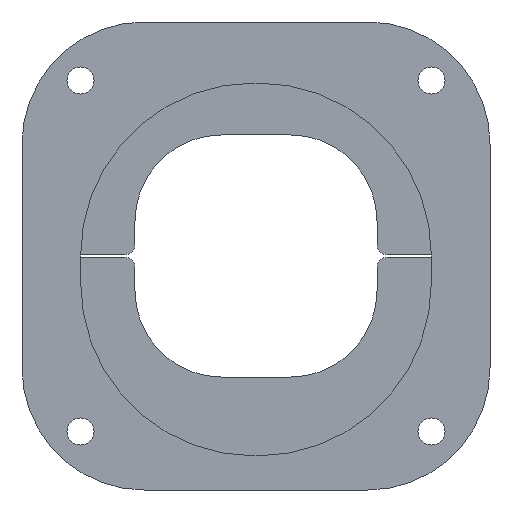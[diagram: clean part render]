
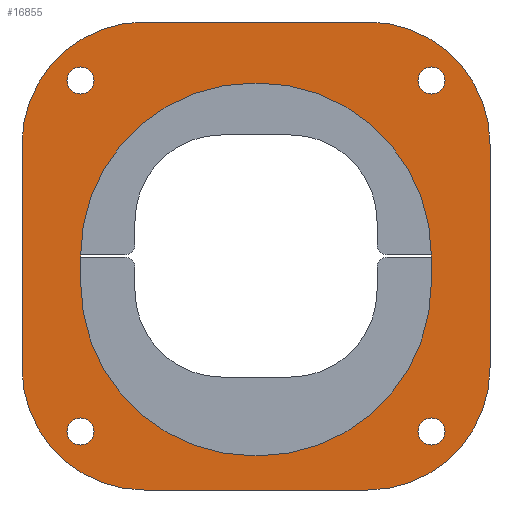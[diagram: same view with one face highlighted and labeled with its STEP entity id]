
A CAD part, front view. The second image highlights one B-rep face of the part: STEP entity #16855.
In plain terms, the highlighted planar face has unit normal (0, -1, 0).
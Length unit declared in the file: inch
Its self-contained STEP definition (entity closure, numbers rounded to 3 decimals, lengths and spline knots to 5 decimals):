
#60=CIRCLE('',#17600,0.166);
#61=CIRCLE('',#17602,0.166);
#62=CIRCLE('',#17604,0.166);
#63=CIRCLE('',#17606,0.166);
#64=CIRCLE('',#17608,2.125);
#65=CIRCLE('',#17611,2.125);
#66=CIRCLE('',#17614,2.125);
#67=CIRCLE('',#17617,2.125);
#68=CIRCLE('',#17620,1.5);
#69=CIRCLE('',#17623,1.5);
#70=CIRCLE('',#17626,1.5);
#71=CIRCLE('',#17629,1.5);
#157=FACE_BOUND('',#2952,.T.);
#158=FACE_BOUND('',#2953,.T.);
#159=FACE_BOUND('',#2954,.T.);
#160=FACE_BOUND('',#2955,.T.);
#161=FACE_BOUND('',#2956,.T.);
#2006=FACE_OUTER_BOUND('',#2951,.T.);
#2951=EDGE_LOOP('',(#12277,#12278,#12279,#12280,#12281,#12282,#12283,#12284));
#2952=EDGE_LOOP('',(#12285));
#2953=EDGE_LOOP('',(#12286));
#2954=EDGE_LOOP('',(#12287));
#2955=EDGE_LOOP('',(#12288));
#2956=EDGE_LOOP('',(#12289,#12290,#12291,#12292,#12293,#12294,#12295,#12296));
#4138=LINE('',#24921,#5536);
#4141=LINE('',#24929,#5539);
#4144=LINE('',#24937,#5542);
#4147=LINE('',#24944,#5545);
#4151=LINE('',#24954,#5549);
#4154=LINE('',#24962,#5552);
#4157=LINE('',#24970,#5555);
#4159=LINE('',#24976,#5557);
#5536=VECTOR('',#18869,0.3937);
#5539=VECTOR('',#18878,0.3937);
#5542=VECTOR('',#18887,0.3937);
#5545=VECTOR('',#18896,0.3937);
#5549=VECTOR('',#18906,0.3937);
#5552=VECTOR('',#18915,0.3937);
#5555=VECTOR('',#18924,0.3937);
#5557=VECTOR('',#18932,0.3937);
#6982=VERTEX_POINT('',#24902);
#6983=VERTEX_POINT('',#24905);
#6984=VERTEX_POINT('',#24908);
#6985=VERTEX_POINT('',#24911);
#6986=VERTEX_POINT('',#24914);
#6987=VERTEX_POINT('',#24916);
#6988=VERTEX_POINT('',#24920);
#6989=VERTEX_POINT('',#24924);
#6990=VERTEX_POINT('',#24928);
#6991=VERTEX_POINT('',#24932);
#6992=VERTEX_POINT('',#24936);
#6993=VERTEX_POINT('',#24940);
#6994=VERTEX_POINT('',#24946);
#6995=VERTEX_POINT('',#24948);
#6996=VERTEX_POINT('',#24952);
#6997=VERTEX_POINT('',#24956);
#6998=VERTEX_POINT('',#24960);
#6999=VERTEX_POINT('',#24964);
#7000=VERTEX_POINT('',#24968);
#7001=VERTEX_POINT('',#24972);
#8896=EDGE_CURVE('',#6982,#6982,#60,.T.);
#8897=EDGE_CURVE('',#6983,#6983,#61,.T.);
#8898=EDGE_CURVE('',#6984,#6984,#62,.T.);
#8899=EDGE_CURVE('',#6985,#6985,#63,.T.);
#8901=EDGE_CURVE('',#6987,#6986,#64,.T.);
#8903=EDGE_CURVE('',#6988,#6987,#4138,.T.);
#8905=EDGE_CURVE('',#6989,#6988,#65,.T.);
#8907=EDGE_CURVE('',#6990,#6989,#4141,.T.);
#8909=EDGE_CURVE('',#6991,#6990,#66,.T.);
#8911=EDGE_CURVE('',#6992,#6991,#4144,.T.);
#8913=EDGE_CURVE('',#6993,#6992,#67,.T.);
#8915=EDGE_CURVE('',#6986,#6993,#4147,.T.);
#8917=EDGE_CURVE('',#6994,#6995,#68,.T.);
#8920=EDGE_CURVE('',#6996,#6994,#4151,.T.);
#8922=EDGE_CURVE('',#6997,#6996,#69,.T.);
#8924=EDGE_CURVE('',#6998,#6997,#4154,.T.);
#8926=EDGE_CURVE('',#6999,#6998,#70,.T.);
#8928=EDGE_CURVE('',#7000,#6999,#4157,.T.);
#8930=EDGE_CURVE('',#7001,#7000,#71,.T.);
#8931=EDGE_CURVE('',#6995,#7001,#4159,.T.);
#12277=ORIENTED_EDGE('',*,*,#8931,.F.);
#12278=ORIENTED_EDGE('',*,*,#8917,.F.);
#12279=ORIENTED_EDGE('',*,*,#8920,.F.);
#12280=ORIENTED_EDGE('',*,*,#8922,.F.);
#12281=ORIENTED_EDGE('',*,*,#8924,.F.);
#12282=ORIENTED_EDGE('',*,*,#8926,.F.);
#12283=ORIENTED_EDGE('',*,*,#8928,.F.);
#12284=ORIENTED_EDGE('',*,*,#8930,.F.);
#12285=ORIENTED_EDGE('',*,*,#8896,.T.);
#12286=ORIENTED_EDGE('',*,*,#8897,.T.);
#12287=ORIENTED_EDGE('',*,*,#8898,.T.);
#12288=ORIENTED_EDGE('',*,*,#8899,.T.);
#12289=ORIENTED_EDGE('',*,*,#8901,.T.);
#12290=ORIENTED_EDGE('',*,*,#8915,.T.);
#12291=ORIENTED_EDGE('',*,*,#8913,.T.);
#12292=ORIENTED_EDGE('',*,*,#8911,.T.);
#12293=ORIENTED_EDGE('',*,*,#8909,.T.);
#12294=ORIENTED_EDGE('',*,*,#8907,.T.);
#12295=ORIENTED_EDGE('',*,*,#8905,.T.);
#12296=ORIENTED_EDGE('',*,*,#8903,.T.);
#15376=PLANE('',#17631);
#16855=ADVANCED_FACE('',(#2006,#157,#158,#159,#160,#161),#15376,.F.);
#17600=AXIS2_PLACEMENT_3D('',#24903,#18847,#18848);
#17602=AXIS2_PLACEMENT_3D('',#24906,#18851,#18852);
#17604=AXIS2_PLACEMENT_3D('',#24909,#18855,#18856);
#17606=AXIS2_PLACEMENT_3D('',#24912,#18859,#18860);
#17608=AXIS2_PLACEMENT_3D('',#24917,#18864,#18865);
#17611=AXIS2_PLACEMENT_3D('',#24925,#18873,#18874);
#17614=AXIS2_PLACEMENT_3D('',#24933,#18882,#18883);
#17617=AXIS2_PLACEMENT_3D('',#24941,#18891,#18892);
#17620=AXIS2_PLACEMENT_3D('',#24949,#18900,#18901);
#17623=AXIS2_PLACEMENT_3D('',#24958,#18910,#18911);
#17626=AXIS2_PLACEMENT_3D('',#24966,#18919,#18920);
#17629=AXIS2_PLACEMENT_3D('',#24974,#18928,#18929);
#17631=AXIS2_PLACEMENT_3D('',#24977,#18933,#18934);
#18847=DIRECTION('center_axis',(0.,1.,0.));
#18848=DIRECTION('ref_axis',(1.,0.,0.));
#18851=DIRECTION('center_axis',(0.,1.,0.));
#18852=DIRECTION('ref_axis',(1.,0.,0.));
#18855=DIRECTION('center_axis',(0.,1.,0.));
#18856=DIRECTION('ref_axis',(1.,0.,0.));
#18859=DIRECTION('center_axis',(0.,1.,0.));
#18860=DIRECTION('ref_axis',(1.,0.,0.));
#18864=DIRECTION('center_axis',(0.,1.,0.));
#18865=DIRECTION('ref_axis',(0.,0.,-1.));
#18869=DIRECTION('',(-1.,0.,0.));
#18873=DIRECTION('center_axis',(0.,1.,0.));
#18874=DIRECTION('ref_axis',(1.,0.,0.));
#18878=DIRECTION('',(0.,0.,-1.));
#18882=DIRECTION('center_axis',(0.,1.,0.));
#18883=DIRECTION('ref_axis',(0.,0.,1.));
#18887=DIRECTION('',(1.,0.,0.));
#18891=DIRECTION('center_axis',(0.,1.,0.));
#18892=DIRECTION('ref_axis',(-1.,0.,0.));
#18896=DIRECTION('',(0.,0.,1.));
#18900=DIRECTION('center_axis',(0.,1.,0.));
#18901=DIRECTION('ref_axis',(0.,0.,-1.));
#18906=DIRECTION('',(-1.,0.,0.));
#18910=DIRECTION('center_axis',(0.,1.,0.));
#18911=DIRECTION('ref_axis',(1.,0.,0.));
#18915=DIRECTION('',(0.,0.,-1.));
#18919=DIRECTION('center_axis',(0.,1.,0.));
#18920=DIRECTION('ref_axis',(0.,0.,1.));
#18924=DIRECTION('',(1.,0.,0.));
#18928=DIRECTION('center_axis',(0.,1.,0.));
#18929=DIRECTION('ref_axis',(-1.,0.,0.));
#18932=DIRECTION('',(0.,0.,1.));
#18933=DIRECTION('center_axis',(0.,1.,0.));
#18934=DIRECTION('ref_axis',(0.,0.,1.));
#24902=CARTESIAN_POINT('',(1.99025,0.,2.15625));
#24903=CARTESIAN_POINT('Origin',(2.15625,0.,2.15625));
#24905=CARTESIAN_POINT('',(-2.32225,0.,-2.15625));
#24906=CARTESIAN_POINT('Origin',(-2.15625,0.,-2.15625));
#24908=CARTESIAN_POINT('',(1.99025,0.,-2.15625));
#24909=CARTESIAN_POINT('Origin',(2.15625,0.,-2.15625));
#24911=CARTESIAN_POINT('',(-2.32225,0.,2.15625));
#24912=CARTESIAN_POINT('Origin',(-2.15625,0.,2.15625));
#24914=CARTESIAN_POINT('',(-2.155,0.,-0.33));
#24916=CARTESIAN_POINT('',(-0.03,0.,-2.455));
#24917=CARTESIAN_POINT('Origin',(-0.03,0.,-0.33));
#24920=CARTESIAN_POINT('',(0.03,0.,-2.455));
#24921=CARTESIAN_POINT('',(-0.015,0.,-2.455));
#24924=CARTESIAN_POINT('',(2.155,0.,-0.33));
#24925=CARTESIAN_POINT('Origin',(0.03,0.,-0.33));
#24928=CARTESIAN_POINT('',(2.155,0.,0.));
#24929=CARTESIAN_POINT('',(2.155,0.,-0.165));
#24932=CARTESIAN_POINT('',(0.03,0.,2.125));
#24933=CARTESIAN_POINT('Origin',(0.03,0.,0.));
#24936=CARTESIAN_POINT('',(-0.03,0.,2.125));
#24937=CARTESIAN_POINT('',(0.015,0.,2.125));
#24940=CARTESIAN_POINT('',(-2.155,0.,0.));
#24941=CARTESIAN_POINT('Origin',(-0.03,0.,0.));
#24944=CARTESIAN_POINT('',(-2.155,0.,0.));
#24946=CARTESIAN_POINT('',(-1.375,0.,-2.875));
#24948=CARTESIAN_POINT('',(-2.875,0.,-1.375));
#24949=CARTESIAN_POINT('Origin',(-1.375,0.,-1.375));
#24952=CARTESIAN_POINT('',(1.375,0.,-2.875));
#24954=CARTESIAN_POINT('',(1.375,0.,-2.875));
#24956=CARTESIAN_POINT('',(2.875,0.,-1.375));
#24958=CARTESIAN_POINT('Origin',(1.375,0.,-1.375));
#24960=CARTESIAN_POINT('',(2.875,0.,1.375));
#24962=CARTESIAN_POINT('',(2.875,0.,1.375));
#24964=CARTESIAN_POINT('',(1.375,0.,2.875));
#24966=CARTESIAN_POINT('Origin',(1.375,0.,1.375));
#24968=CARTESIAN_POINT('',(-1.375,0.,2.875));
#24970=CARTESIAN_POINT('',(-1.375,0.,2.875));
#24972=CARTESIAN_POINT('',(-2.875,0.,1.375));
#24974=CARTESIAN_POINT('Origin',(-1.375,0.,1.375));
#24976=CARTESIAN_POINT('',(-2.875,0.,-1.375));
#24977=CARTESIAN_POINT('Origin',(0.,0.,0.));
